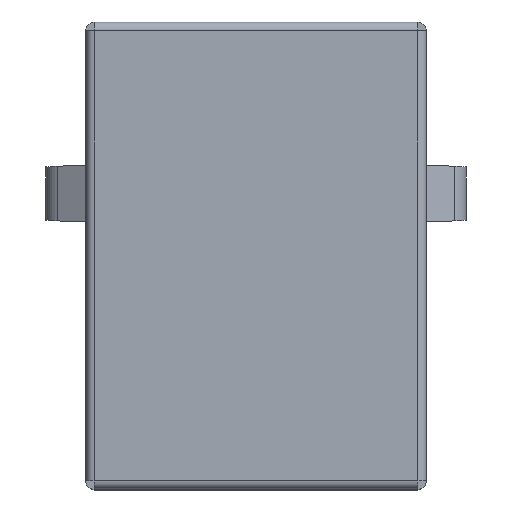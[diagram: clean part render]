
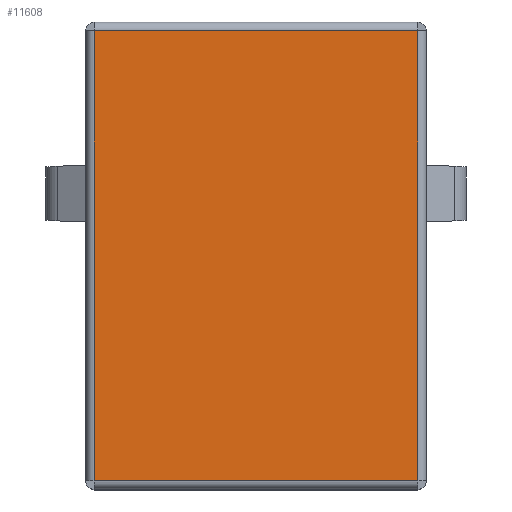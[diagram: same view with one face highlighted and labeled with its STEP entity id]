
A CAD part, top view. The second image highlights one B-rep face of the part: STEP entity #11608.
In plain terms, the highlighted planar face has unit normal (0, 0, 1).
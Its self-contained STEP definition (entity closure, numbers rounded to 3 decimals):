
#631=FACE_OUTER_BOUND('',#1263,.T.);
#1263=EDGE_LOOP('',(#7976,#7977,#7978,#7979));
#2101=LINE('',#17314,#3460);
#2107=LINE('',#17335,#3466);
#2110=LINE('',#17344,#3469);
#2111=LINE('',#17345,#3470);
#3460=VECTOR('',#13685,10.);
#3466=VECTOR('',#13715,10.);
#3469=VECTOR('',#13726,10.);
#3470=VECTOR('',#13727,10.);
#4742=VERTEX_POINT('',#17311);
#4743=VERTEX_POINT('',#17313);
#4746=VERTEX_POINT('',#17334);
#4748=VERTEX_POINT('',#17343);
#5932=EDGE_CURVE('',#4743,#4742,#2101,.T.);
#5943=EDGE_CURVE('',#4746,#4743,#2107,.T.);
#5948=EDGE_CURVE('',#4742,#4748,#2110,.T.);
#5949=EDGE_CURVE('',#4748,#4746,#2111,.T.);
#7976=ORIENTED_EDGE('',*,*,#5932,.T.);
#7977=ORIENTED_EDGE('',*,*,#5948,.T.);
#7978=ORIENTED_EDGE('',*,*,#5949,.T.);
#7979=ORIENTED_EDGE('',*,*,#5943,.T.);
#10441=PLANE('',#12317);
#11608=ADVANCED_FACE('',(#631),#10441,.T.);
#12317=AXIS2_PLACEMENT_3D('',#17342,#13724,#13725);
#13685=DIRECTION('',(0.,-1.,0.));
#13715=DIRECTION('',(-1.,0.,0.));
#13724=DIRECTION('center_axis',(0.,0.,
1.));
#13725=DIRECTION('ref_axis',(0.,1.,0.));
#13726=DIRECTION('',(1.,0.,0.));
#13727=DIRECTION('',(0.,1.,0.));
#17311=CARTESIAN_POINT('',(-6.95,-14.865,10.97));
#17313=CARTESIAN_POINT('',(-6.95,1.015,10.97));
#17314=CARTESIAN_POINT('',(-6.95,-11.445,10.97));
#17334=CARTESIAN_POINT('',(4.45,1.015,10.97));
#17335=CARTESIAN_POINT('',(1.605,1.015,10.97));
#17342=CARTESIAN_POINT('Origin',(-1.25,-8.025,10.97));
#17343=CARTESIAN_POINT('',(4.45,-14.865,10.97));
#17344=CARTESIAN_POINT('',(-4.105,-14.865,10.97));
#17345=CARTESIAN_POINT('',(4.45,-11.445,10.97));
